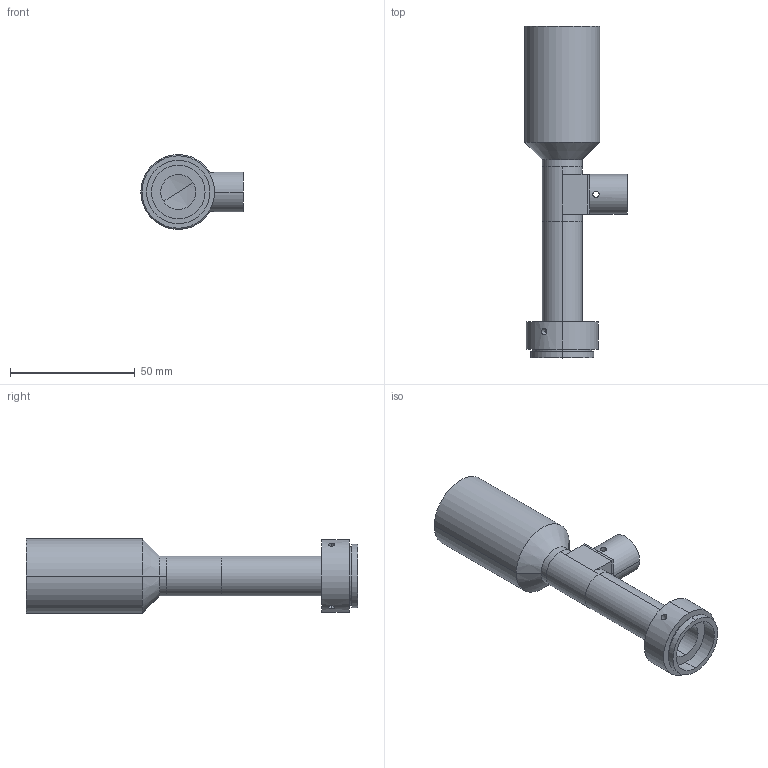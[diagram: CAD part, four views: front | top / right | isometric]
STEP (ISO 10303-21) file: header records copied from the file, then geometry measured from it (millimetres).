
FILE_DESCRIPTION (( 'STEP AP214' ), '1' );
FILE_NAME ('XF-T1X110D.STEP', '2015-07-31T06:15:25', ( 'Lxtx999.CoM' ), ( 'Lxtx999.CoM' ), 'SwSTEP 2.0', 'SolidWorks 2014', '' );
FILE_SCHEMA (( 'AUTOMOTIVE_DESIGN' ));
Length unit declared in the file: millimetre
Products named in the file (1): XF-T1X110D
Bounding box: 41 x 132.99 x 30 mm (x, y, z)
Surface area: 15692.8 mm2 (no closed solid volume)
Topology: 0 solids, 10 shells, 96 faces, 250 edges, 165 vertices
Faces by surface type: cylinder 59, plane 31, cone 4, sphere 2
Entity records: 4402 total; most frequent: CARTESIAN_POINT 900, DIRECTION 548, ORIENTED_EDGE 432, EDGE_CURVE 250, AXIS2_PLACEMENT_3D 221, VERTEX_POINT 165, CIRCLE 124, EDGE_LOOP 123
